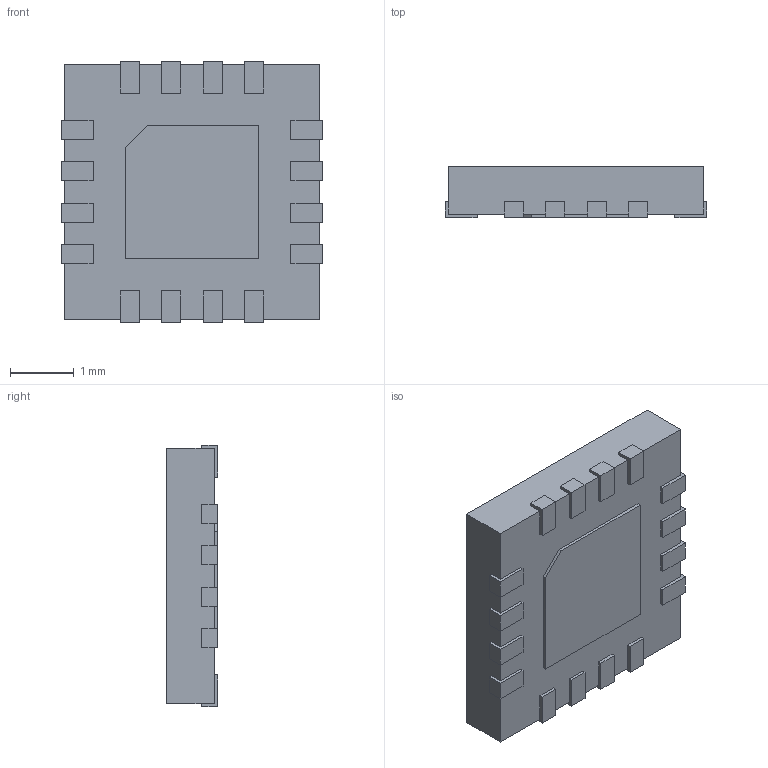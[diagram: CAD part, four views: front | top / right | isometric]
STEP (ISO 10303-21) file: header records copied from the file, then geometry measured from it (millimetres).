
FILE_DESCRIPTION (( 'STEP AP214' ), '1' );
FILE_NAME ( 'QFN_17_P65_400X400X80L50X30T210L.STEP', '2018-12-23T22:27:53', ( '' ), ( '' ), 'Part was generated with the free Library Expert Lite available at www.PCBLibraries.com. Removing line will violate the End User License Agreement.', '©2017 PCB Libraries, Inc.', '' );
FILE_SCHEMA (( 'AUTOMOTIVE_DESIGN' ));
Length unit declared in the file: millimetre
Products named in the file (1): QFN_17_P65_400X400X80L50X30T210L
Bounding box: 4.1 x 0.8 x 4.1 mm (x, y, z)
Volume: 12.4 mm3; surface area: 64.7 mm2
Topology: 18 solids, 18 shells, 150 faces, 336 edges, 224 vertices
Faces by surface type: plane 148, torus 2
Entity records: 4700 total; most frequent: CARTESIAN_POINT 711, ORIENTED_EDGE 672, DIRECTION 644, EDGE_CURVE 336, VECTOR 330, LINE 330, VERTEX_POINT 224, STYLED_ITEM 163
